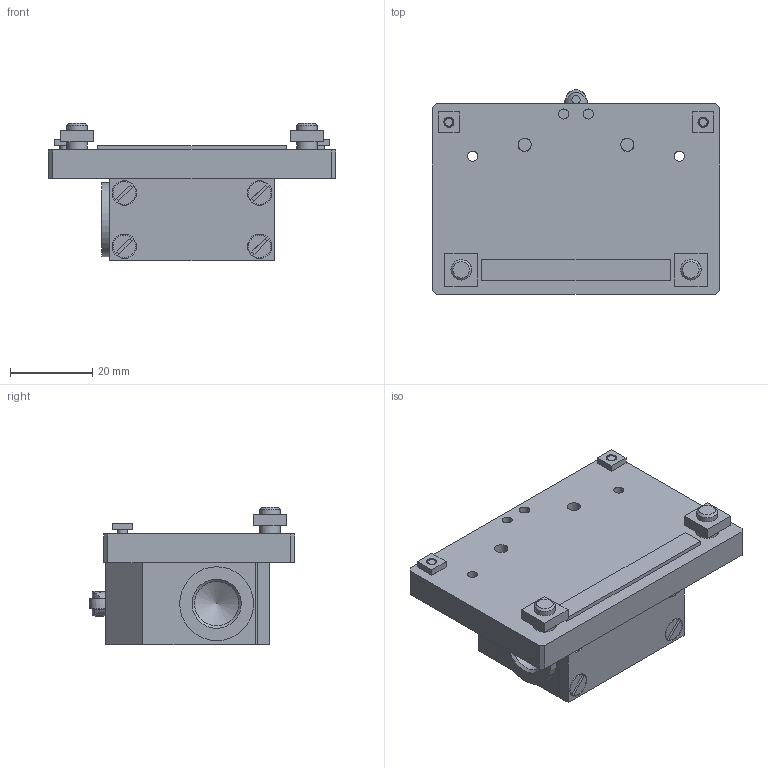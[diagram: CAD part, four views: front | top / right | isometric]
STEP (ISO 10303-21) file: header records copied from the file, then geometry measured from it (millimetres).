
FILE_DESCRIPTION(/* description */ (''),/* implementation_level */ '2;1');
FILE_NAME(/* name */ 'CAD_49033.stp',/* time_stamp */ '2016-05-07T11:02:33+02:00',/* author */ ('Hypex'),/* organization */ ('Hypex'),/* preprocessor_version */ 'ST-DEVELOPER v16.1',/* originating_system */ 'Autodesk Inventor 2016',/* authorisation */ '');
FILE_SCHEMA (('AUTOMOTIVE_DESIGN { 1 0 10303 214 3 1 1 }'));
Length unit declared in the file: millimetre
Products named in the file (1): CAD_49033
Bounding box: 70 x 50 x 33.5 mm (x, y, z)
Volume: 52253.3 mm3; surface area: 15642.9 mm2
Topology: 1 solids, 3 shells, 254 faces, 585 edges, 389 vertices
Faces by surface type: plane 158, cylinder 59, cone 24, torus 12, bspline 1
Full cylindrical faces by diameter (mm): 2 x4, 2.459 x4, 2.5 x2, 2.9 x2, 3.242 x2, 4 x2, 4.3 x2, 4.5 x2, 5 x4, 5.5 x4, 6 x4, 7 x2, 8 x4, 8.5 x2, 10 x2, 10.79 x1, 10.8 x1, 18 x1
Entity records: 6680 total; most frequent: CARTESIAN_POINT 1306, DIRECTION 1070, ORIENTED_EDGE 936, EDGE_CURVE 468, AXIS2_PLACEMENT_3D 411, EDGE_LOOP 391, VERTEX_POINT 353, FACE_OUTER_BOUND 250
